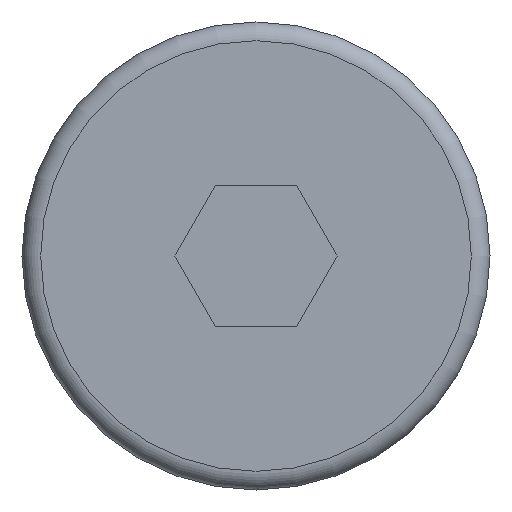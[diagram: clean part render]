
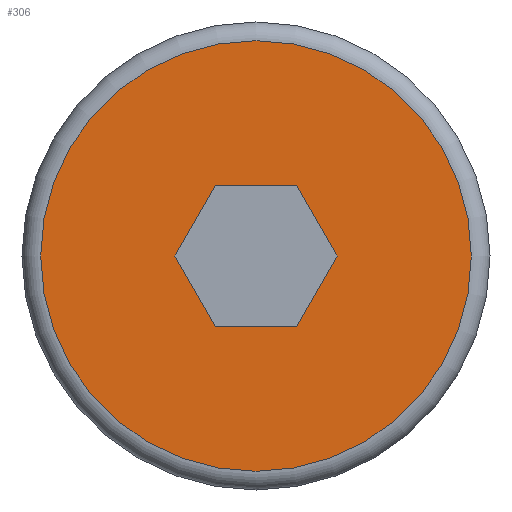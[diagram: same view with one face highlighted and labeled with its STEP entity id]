
A CAD part, left-side view. The second image highlights one B-rep face of the part: STEP entity #306.
In plain terms, the highlighted planar face has unit normal (-1, 0, 0).
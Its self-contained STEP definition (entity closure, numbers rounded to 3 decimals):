
#33=LINE('',#487,#51);
#34=LINE('',#490,#52);
#35=LINE('',#492,#53);
#36=LINE('',#494,#54);
#37=LINE('',#496,#55);
#38=LINE('',#498,#56);
#51=VECTOR('',#389,1000.);
#52=VECTOR('',#390,1000.);
#53=VECTOR('',#391,1000.);
#54=VECTOR('',#392,1000.);
#55=VECTOR('',#393,1000.);
#56=VECTOR('',#394,1000.);
#69=ORIENTED_EDGE('',*,*,#137,.F.);
#70=ORIENTED_EDGE('',*,*,#138,.T.);
#71=ORIENTED_EDGE('',*,*,#139,.T.);
#72=ORIENTED_EDGE('',*,*,#140,.T.);
#73=ORIENTED_EDGE('',*,*,#141,.T.);
#74=ORIENTED_EDGE('',*,*,#142,.T.);
#75=ORIENTED_EDGE('',*,*,#143,.T.);
#137=EDGE_CURVE('',#171,#171,#199,.T.);
#138=EDGE_CURVE('',#172,#173,#33,.T.);
#139=EDGE_CURVE('',#173,#174,#34,.T.);
#140=EDGE_CURVE('',#174,#175,#35,.T.);
#141=EDGE_CURVE('',#175,#176,#36,.T.);
#142=EDGE_CURVE('',#176,#177,#37,.T.);
#143=EDGE_CURVE('',#177,#172,#38,.T.);
#171=VERTEX_POINT('',#486);
#172=VERTEX_POINT('',#488);
#173=VERTEX_POINT('',#489);
#174=VERTEX_POINT('',#491);
#175=VERTEX_POINT('',#493);
#176=VERTEX_POINT('',#495);
#177=VERTEX_POINT('',#497);
#199=CIRCLE('',#344,4.6);
#215=EDGE_LOOP('',(#69));
#216=EDGE_LOOP('',(#70,#71,#72,#73,#74,#75));
#255=FACE_BOUND('',#215,.T.);
#256=FACE_BOUND('',#216,.T.);
#295=PLANE('',#343);
#306=ADVANCED_FACE('',(#255,#256),#295,.F.);
#343=AXIS2_PLACEMENT_3D('',#484,#385,#386);
#344=AXIS2_PLACEMENT_3D('',#485,#387,#388);
#385=DIRECTION('',(1.,0.,0.));
#386=DIRECTION('',(0.,0.,-1.));
#387=DIRECTION('',(1.,0.,0.));
#388=DIRECTION('',(0.,0.,-1.));
#389=DIRECTION('',(0.,-1.,0.));
#390=DIRECTION('',(0.,-0.5,-0.866));
#391=DIRECTION('',(0.,0.5,-0.866));
#392=DIRECTION('',(0.,1.,0.));
#393=DIRECTION('',(0.,0.5,0.866));
#394=DIRECTION('',(0.,-0.5,0.866));
#484=CARTESIAN_POINT('',(-4.5,0.,0.));
#485=CARTESIAN_POINT('',(-4.5,0.,0.));
#486=CARTESIAN_POINT('',(-4.5,0.,-4.6));
#487=CARTESIAN_POINT('',(-4.5,0.866,1.5));
#488=CARTESIAN_POINT('',(-4.5,0.866,1.5));
#489=CARTESIAN_POINT('',(-4.5,-0.866,1.5));
#490=CARTESIAN_POINT('',(-4.5,-0.866,1.5));
#491=CARTESIAN_POINT('',(-4.5,-1.732,0.));
#492=CARTESIAN_POINT('',(-4.5,-1.732,0.));
#493=CARTESIAN_POINT('',(-4.5,-0.866,-1.5));
#494=CARTESIAN_POINT('',(-4.5,-0.866,-1.5));
#495=CARTESIAN_POINT('',(-4.5,0.866,-1.5));
#496=CARTESIAN_POINT('',(-4.5,0.866,-1.5));
#497=CARTESIAN_POINT('',(-4.5,1.732,0.));
#498=CARTESIAN_POINT('',(-4.5,1.732,0.));
